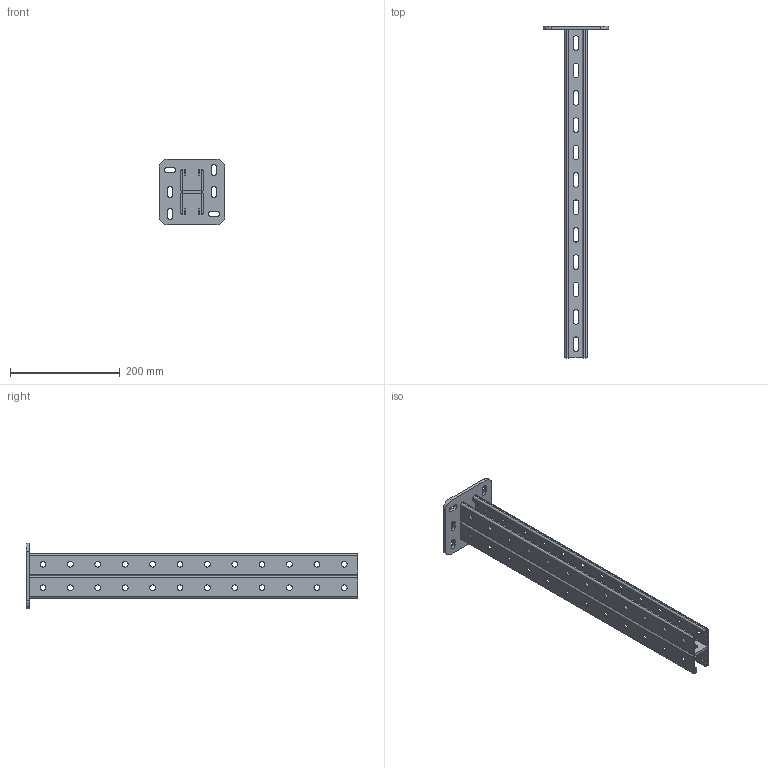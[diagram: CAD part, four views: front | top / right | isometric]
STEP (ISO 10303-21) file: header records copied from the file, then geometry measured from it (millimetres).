
FILE_DESCRIPTION (( 'STEP AP203' ), '1' );
FILE_NAME ('Ïîäâåñ BSD-41_BSD4106.STEP', '2012-11-16T09:00:05', ( 'Àñååâ' ), ( '' ), 'SwSTEP 2.0', 'SolidWorks 2012', '' );
FILE_SCHEMA (( 'CONFIG_CONTROL_DESIGN' ));
Length unit declared in the file: millimetre
Products named in the file (1): 砐鳱殥 BSD-41_BSD4106
Bounding box: 120 x 606 x 120 mm (x, y, z)
Volume: 476449.7 mm3; surface area: 328310.3 mm2
Topology: 1 solids, 1 shells, 185 faces, 594 edges, 412 vertices
Faces by surface type: cylinder 112, plane 73
Full cylindrical faces by diameter (mm): 10.5 x48
Entity records: 6365 total; most frequent: DIRECTION 1094, CARTESIAN_POINT 1048, ORIENTED_EDGE 996, EDGE_CURVE 498, AXIS2_PLACEMENT_3D 410, EDGE_LOOP 366, VERTEX_POINT 364, VECTOR 274
